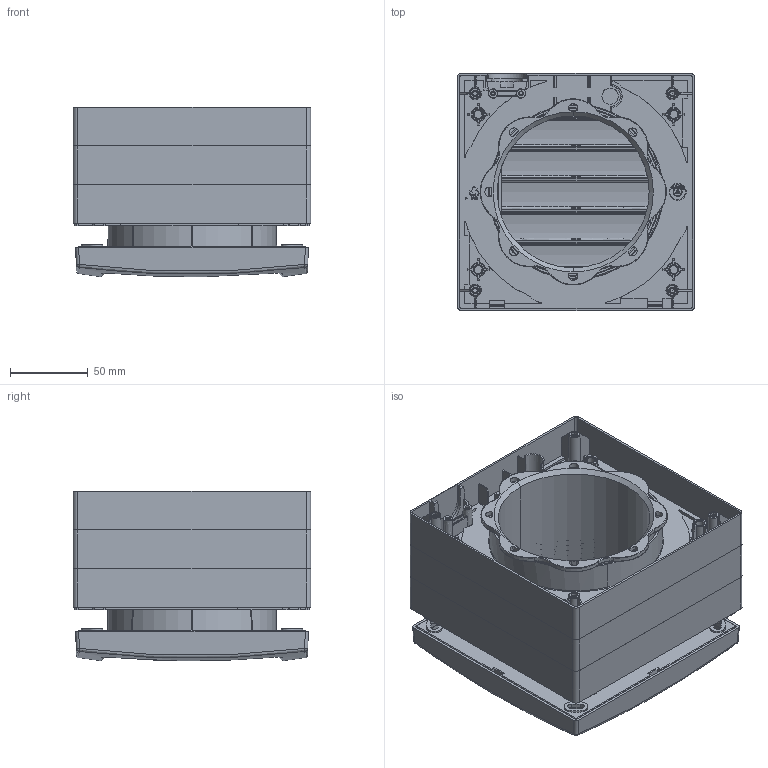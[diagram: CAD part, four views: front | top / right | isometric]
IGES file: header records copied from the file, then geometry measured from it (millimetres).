
Start section: Elysium IGES Interface
Global section: file name: FE100_1_AP.igs; native system: PTC Creo Elements/Direct Modeling 19.0C  15-Aug-2015; preprocessor: Creo Element/Direct IGES_3D V2.2; author: Unknown; organization: Unknown; date: 20221014.064021; units: millimetre
Bounding box: 153.09 x 153.09 x 109.39 mm (x, y, z)
Volume: 347062.7 mm3; surface area: 474255.7 mm2
Topology: 11 solids, 11 shells, 3648 faces, 10030 edges, 6569 vertices
Faces by surface type: bspline 3648
